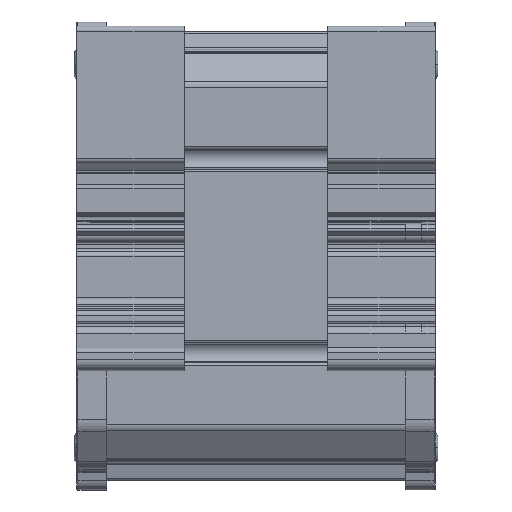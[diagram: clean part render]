
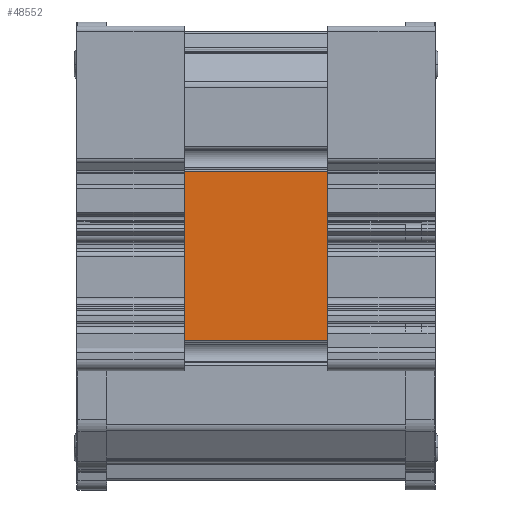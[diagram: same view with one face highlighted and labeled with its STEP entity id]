
A CAD part, front view. The second image highlights one B-rep face of the part: STEP entity #48552.
In plain terms, the highlighted planar face has unit normal (0, -1, 0).
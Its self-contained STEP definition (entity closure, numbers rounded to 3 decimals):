
#3401 = ORIENTED_EDGE ( 'NONE', *, *, #110526, .F. ) ;
#7712 = PLANE ( 'NONE',  #26631 ) ;
#8640 = DIRECTION ( 'NONE',  ( 0., 0., 1. ) ) ;
#10829 = VERTEX_POINT ( 'NONE', #63729 ) ;
#19178 = LINE ( 'NONE', #69313, #107256 ) ;
#20380 = CARTESIAN_POINT ( 'NONE',  ( 61.5, 0., -15.639 ) ) ;
#22773 = VERTEX_POINT ( 'NONE', #83224 ) ;
#26631 = AXIS2_PLACEMENT_3D ( 'NONE', #42027, #101698, #50562 ) ;
#37332 = EDGE_CURVE ( 'NONE', #22773, #76247, #19178, .T. ) ;
#38414 = VECTOR ( 'NONE', #57488, 1000. ) ;
#42027 = CARTESIAN_POINT ( 'NONE',  ( 61.5, 0., -15.639 ) ) ;
#44777 = CARTESIAN_POINT ( 'NONE',  ( 0., 0., 15.639 ) ) ;
#45295 = EDGE_CURVE ( 'NONE', #77066, #22773, #85808, .T. ) ;
#48329 = CARTESIAN_POINT ( 'NONE',  ( 61.5, 0., -15.639 ) ) ;
#48552 = ADVANCED_FACE ( 'NONE', ( #77284 ), #7712, .T. ) ;
#48710 = DIRECTION ( 'NONE',  ( 0., 0., 1. ) ) ;
#50562 = DIRECTION ( 'NONE',  ( 0., 0., -1. ) ) ;
#57201 = LINE ( 'NONE', #102631, #102664 ) ;
#57488 = DIRECTION ( 'NONE',  ( -1., 0., 0. ) ) ;
#63130 = VECTOR ( 'NONE', #48710, 1000. ) ;
#63729 = CARTESIAN_POINT ( 'NONE',  ( 0., 0., -15.639 ) ) ;
#63882 = EDGE_CURVE ( 'NONE', #10829, #76247, #57201, .T. ) ;
#65214 = ORIENTED_EDGE ( 'NONE', *, *, #45295, .T. ) ;
#69313 = CARTESIAN_POINT ( 'NONE',  ( 61.5, 0., 15.639 ) ) ;
#70708 = EDGE_LOOP ( 'NONE', ( #104081, #3401, #65214, #109533 ) ) ;
#76247 = VERTEX_POINT ( 'NONE', #44777 ) ;
#77066 = VERTEX_POINT ( 'NONE', #20380 ) ;
#77284 = FACE_OUTER_BOUND ( 'NONE', #70708, .T. ) ;
#83224 = CARTESIAN_POINT ( 'NONE',  ( 61.5, 0., 15.639 ) ) ;
#85808 = LINE ( 'NONE', #48329, #63130 ) ;
#86481 = DIRECTION ( 'NONE',  ( -1., 0., 0. ) ) ;
#101698 = DIRECTION ( 'NONE',  ( 0., -1., 0. ) ) ;
#102631 = CARTESIAN_POINT ( 'NONE',  ( 0., 0., -15.639 ) ) ;
#102664 = VECTOR ( 'NONE', #8640, 1000. ) ;
#104081 = ORIENTED_EDGE ( 'NONE', *, *, #63882, .F. ) ;
#106539 = LINE ( 'NONE', #109008, #38414 ) ;
#107256 = VECTOR ( 'NONE', #86481, 1000. ) ;
#109008 = CARTESIAN_POINT ( 'NONE',  ( 61.5, 0., -15.639 ) ) ;
#109533 = ORIENTED_EDGE ( 'NONE', *, *, #37332, .T. ) ;
#110526 = EDGE_CURVE ( 'NONE', #77066, #10829, #106539, .T. ) ;
